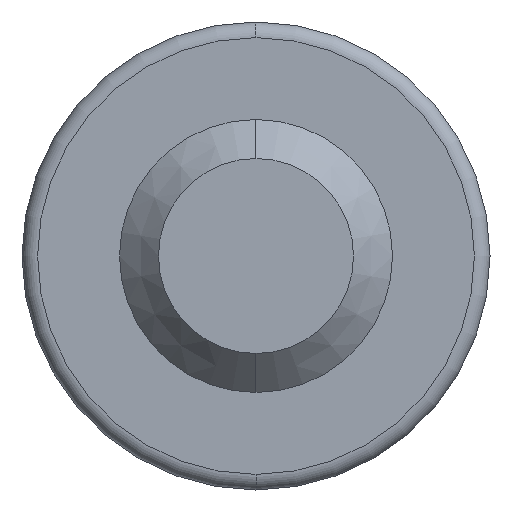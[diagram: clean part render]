
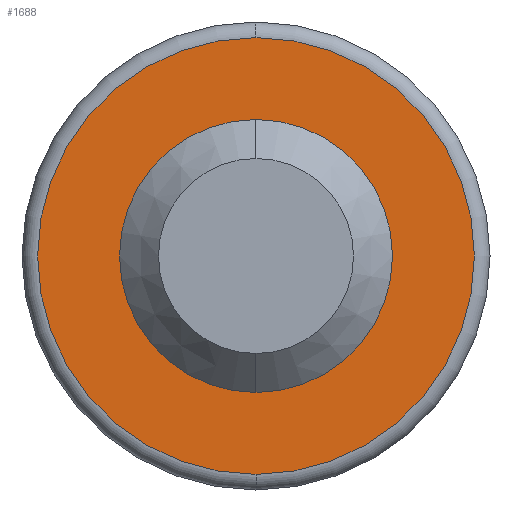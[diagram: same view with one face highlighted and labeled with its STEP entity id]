
A CAD part, left-side view. The second image highlights one B-rep face of the part: STEP entity #1688.
In plain terms, the highlighted planar face has unit normal (-1, 0, 0).
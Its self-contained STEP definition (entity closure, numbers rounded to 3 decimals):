
#8 = AXIS2_PLACEMENT_3D ( 'NONE', #1498, #1473, #1657 ) ;
#174 = ORIENTED_EDGE ( 'NONE', *, *, #1745, .T. ) ;
#261 = VERTEX_POINT ( 'NONE', #868 ) ;
#274 = PLANE ( 'NONE',  #1799 ) ;
#287 = DIRECTION ( 'NONE',  ( 0., 0., -1. ) ) ;
#349 = VERTEX_POINT ( 'NONE', #454 ) ;
#355 = AXIS2_PLACEMENT_3D ( 'NONE', #895, #900, #287 ) ;
#360 = CARTESIAN_POINT ( 'NONE',  ( 22., 0., 0. ) ) ;
#387 = EDGE_CURVE ( 'NONE', #261, #406, #1001, .T. ) ;
#406 = VERTEX_POINT ( 'NONE', #1494 ) ;
#440 = AXIS2_PLACEMENT_3D ( 'NONE', #1376, #1685, #1845 ) ;
#454 = CARTESIAN_POINT ( 'NONE',  ( 22., 0., -1.75 ) ) ;
#548 = ORIENTED_EDGE ( 'NONE', *, *, #387, .T. ) ;
#743 = DIRECTION ( 'NONE',  ( 0., 0., -1. ) ) ;
#794 = EDGE_LOOP ( 'NONE', ( #889, #1626 ) ) ;
#856 = CIRCLE ( 'NONE', #8, 2.8 ) ;
#864 = EDGE_CURVE ( 'NONE', #1865, #349, #1465, .T. ) ;
#868 = CARTESIAN_POINT ( 'NONE',  ( 22., 0., 2.8 ) ) ;
#889 = ORIENTED_EDGE ( 'NONE', *, *, #864, .F. ) ;
#895 = CARTESIAN_POINT ( 'NONE',  ( 22., 0., 0. ) ) ;
#900 = DIRECTION ( 'NONE',  ( -1., 0., 0. ) ) ;
#1001 = CIRCLE ( 'NONE', #355, 2.8 ) ;
#1078 = CARTESIAN_POINT ( 'NONE',  ( 22., 0., 1.75 ) ) ;
#1128 = DIRECTION ( 'NONE',  ( -1., 0., 0. ) ) ;
#1188 = CARTESIAN_POINT ( 'NONE',  ( 22., 1.75, 0. ) ) ;
#1290 = CIRCLE ( 'NONE', #440, 1.75 ) ;
#1336 = DIRECTION ( 'NONE',  ( 1., 0., 0. ) ) ;
#1376 = CARTESIAN_POINT ( 'NONE',  ( 22., 0., 0. ) ) ;
#1401 = FACE_OUTER_BOUND ( 'NONE', #1549, .T. ) ;
#1449 = AXIS2_PLACEMENT_3D ( 'NONE', #360, #1128, #1579 ) ;
#1465 = CIRCLE ( 'NONE', #1449, 1.75 ) ;
#1473 = DIRECTION ( 'NONE',  ( -1., 0., 0. ) ) ;
#1494 = CARTESIAN_POINT ( 'NONE',  ( 22., 0., -2.8 ) ) ;
#1498 = CARTESIAN_POINT ( 'NONE',  ( 22., 0., 0. ) ) ;
#1549 = EDGE_LOOP ( 'NONE', ( #174, #548 ) ) ;
#1579 = DIRECTION ( 'NONE',  ( 0., 0., 1. ) ) ;
#1626 = ORIENTED_EDGE ( 'NONE', *, *, #1842, .F. ) ;
#1657 = DIRECTION ( 'NONE',  ( 0., 0., -1. ) ) ;
#1685 = DIRECTION ( 'NONE',  ( -1., 0., 0. ) ) ;
#1688 = ADVANCED_FACE ( 'NONE', ( #1401, #1809 ), #274, .F. ) ;
#1745 = EDGE_CURVE ( 'NONE', #406, #261, #856, .T. ) ;
#1799 = AXIS2_PLACEMENT_3D ( 'NONE', #1188, #1336, #743 ) ;
#1809 = FACE_BOUND ( 'NONE', #794, .T. ) ;
#1842 = EDGE_CURVE ( 'NONE', #349, #1865, #1290, .T. ) ;
#1845 = DIRECTION ( 'NONE',  ( 0., 0., 1. ) ) ;
#1865 = VERTEX_POINT ( 'NONE', #1078 ) ;
